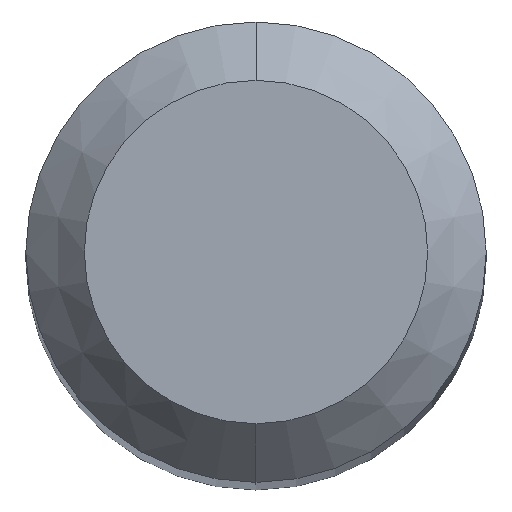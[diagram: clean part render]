
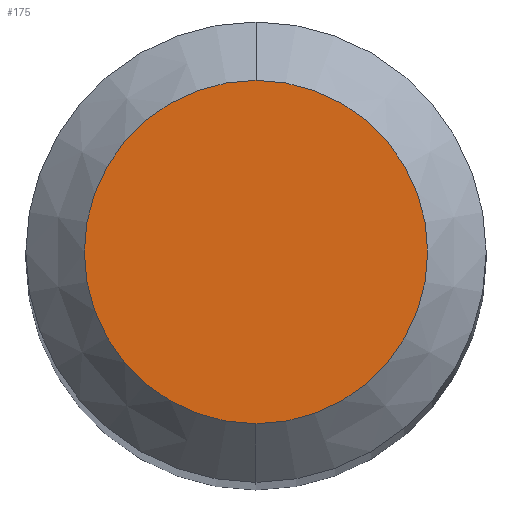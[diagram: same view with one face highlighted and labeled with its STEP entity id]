
A CAD part, top view. The second image highlights one B-rep face of the part: STEP entity #175.
In plain terms, the highlighted planar face has unit normal (0, 0, 1).
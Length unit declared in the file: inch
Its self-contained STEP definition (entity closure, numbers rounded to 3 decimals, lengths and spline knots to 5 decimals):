
#39 = CIRCLE ( 'NONE', #408, 0.04405 ) ;
#40 = CIRCLE ( 'NONE', #133, 0.04405 ) ;
#46 = CARTESIAN_POINT ( 'NONE',  ( 0., 0., 0. ) ) ;
#86 = EDGE_CURVE ( 'NONE', #93, #194, #40, .T. ) ;
#93 = VERTEX_POINT ( 'NONE', #472 ) ;
#105 = DIRECTION ( 'NONE',  ( 0., 0., 1. ) ) ;
#133 = AXIS2_PLACEMENT_3D ( 'NONE', #46, #510, #153 ) ;
#153 = DIRECTION ( 'NONE',  ( 0., -1., 0. ) ) ;
#175 = ADVANCED_FACE ( 'NONE', ( #250 ), #311, .F. ) ;
#194 = VERTEX_POINT ( 'NONE', #459 ) ;
#204 = EDGE_LOOP ( 'NONE', ( #323, #213 ) ) ;
#213 = ORIENTED_EDGE ( 'NONE', *, *, #86, .T. ) ;
#232 = DIRECTION ( 'NONE',  ( 0., -1., 0. ) ) ;
#250 = FACE_OUTER_BOUND ( 'NONE', #204, .T. ) ;
#273 = DIRECTION ( 'NONE',  ( 0., 0., -1. ) ) ;
#311 = PLANE ( 'NONE',  #383 ) ;
#323 = ORIENTED_EDGE ( 'NONE', *, *, #378, .T. ) ;
#344 = CARTESIAN_POINT ( 'NONE',  ( 0., 0.04405, 0. ) ) ;
#353 = DIRECTION ( 'NONE',  ( 0., 1., 0. ) ) ;
#378 = EDGE_CURVE ( 'NONE', #194, #93, #39, .T. ) ;
#383 = AXIS2_PLACEMENT_3D ( 'NONE', #344, #273, #353 ) ;
#408 = AXIS2_PLACEMENT_3D ( 'NONE', #423, #105, #232 ) ;
#423 = CARTESIAN_POINT ( 'NONE',  ( 0., 0., 0. ) ) ;
#459 = CARTESIAN_POINT ( 'NONE',  ( 0., 0.04405, 0. ) ) ;
#472 = CARTESIAN_POINT ( 'NONE',  ( 0., -0.04405, 0. ) ) ;
#510 = DIRECTION ( 'NONE',  ( 0., 0., 1. ) ) ;
